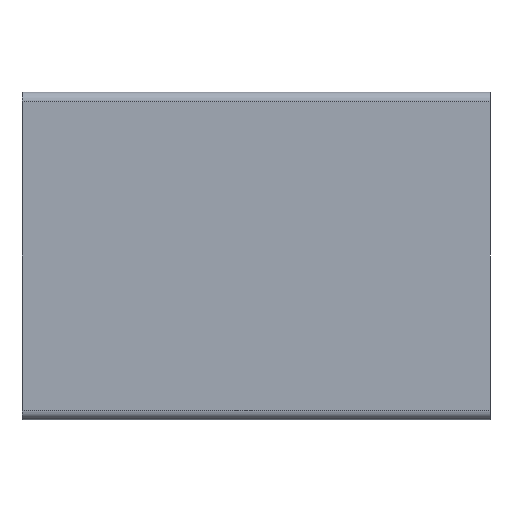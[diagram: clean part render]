
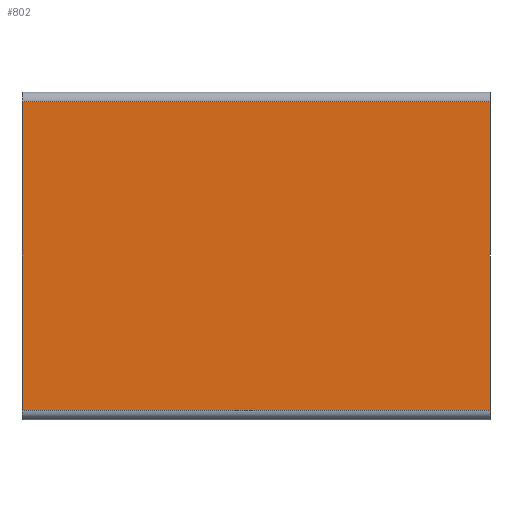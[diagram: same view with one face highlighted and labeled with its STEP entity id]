
A CAD part, front view. The second image highlights one B-rep face of the part: STEP entity #802.
In plain terms, the highlighted planar face has unit normal (0, -1, 0).
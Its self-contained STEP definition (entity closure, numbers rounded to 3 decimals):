
#56=PLANE('',#894);
#110=FACE_OUTER_BOUND('',#164,.T.);
#164=EDGE_LOOP('',(#733,#734,#735,#736));
#259=LINE('',#1320,#343);
#268=LINE('',#1346,#352);
#270=LINE('',#1350,#354);
#272=LINE('',#1354,#356);
#343=VECTOR('',#1091,10.);
#352=VECTOR('',#1122,10.);
#354=VECTOR('',#1128,10.);
#356=VECTOR('',#1134,10.);
#405=VERTEX_POINT('',#1310);
#406=VERTEX_POINT('',#1314);
#411=VERTEX_POINT('',#1336);
#412=VERTEX_POINT('',#1340);
#503=EDGE_CURVE('',#405,#406,#259,.T.);
#516=EDGE_CURVE('',#411,#412,#268,.T.);
#518=EDGE_CURVE('',#406,#411,#270,.T.);
#520=EDGE_CURVE('',#412,#405,#272,.T.);
#733=ORIENTED_EDGE('',*,*,#503,.T.);
#734=ORIENTED_EDGE('',*,*,#518,.T.);
#735=ORIENTED_EDGE('',*,*,#516,.T.);
#736=ORIENTED_EDGE('',*,*,#520,.T.);
#802=ADVANCED_FACE('',(#110),#56,.F.);
#894=AXIS2_PLACEMENT_3D('',#1355,#1135,#1136);
#1091=DIRECTION('',(1.,0.,0.));
#1122=DIRECTION('',(-1.,0.,0.));
#1128=DIRECTION('',(0.,0.,1.));
#1134=DIRECTION('',(0.,0.,-1.));
#1135=DIRECTION('center_axis',(0.,1.,0.));
#1136=DIRECTION('ref_axis',(1.,0.,0.));
#1310=CARTESIAN_POINT('',(-100.,0.,-66.));
#1314=CARTESIAN_POINT('',(100.,0.,-66.));
#1320=CARTESIAN_POINT('',(-50.,0.,-66.));
#1336=CARTESIAN_POINT('',(100.,0.,66.));
#1340=CARTESIAN_POINT('',(-100.,0.,66.));
#1346=CARTESIAN_POINT('',(50.,0.,66.));
#1350=CARTESIAN_POINT('',(100.,0.,-70.));
#1354=CARTESIAN_POINT('',(-100.,0.,70.));
#1355=CARTESIAN_POINT('Origin',(0.,0.,0.));
